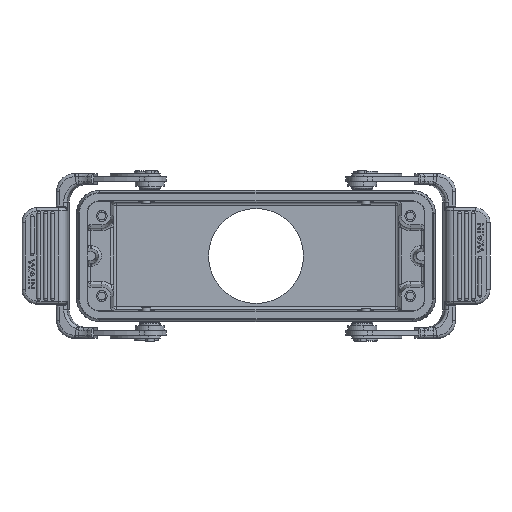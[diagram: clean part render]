
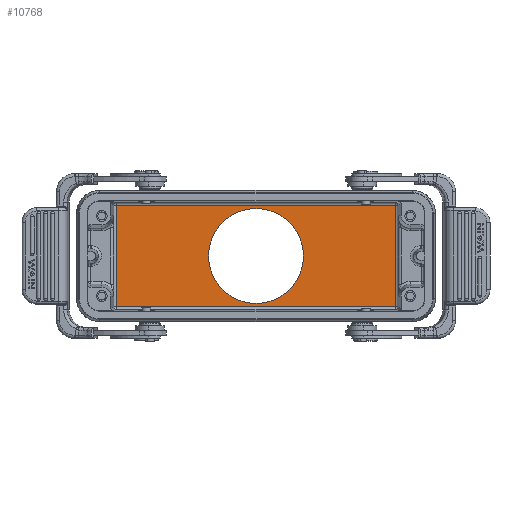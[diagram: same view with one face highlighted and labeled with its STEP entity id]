
A CAD part, front view. The second image highlights one B-rep face of the part: STEP entity #10768.
In plain terms, the highlighted planar face has unit normal (0, -1, 0).
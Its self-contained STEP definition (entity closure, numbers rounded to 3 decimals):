
#10768=ADVANCED_FACE('',(#13099,#13100),#11843,.F.);
#11843=PLANE('',#37882);
#13099=FACE_BOUND('',#14533,.T.);
#13100=FACE_BOUND('',#14534,.T.);
#14533=EDGE_LOOP('',(#25304));
#14534=EDGE_LOOP('',(#25305,#25306,#25307,#25308));
#16841=LINE('',#57867,#19114);
#16842=LINE('',#57869,#19115);
#16878=LINE('',#58057,#19151);
#16880=LINE('',#58065,#19153);
#19114=VECTOR('',#44007,1.);
#19115=VECTOR('',#44010,1.);
#19151=VECTOR('',#44168,1.);
#19153=VECTOR('',#44176,1.);
#25304=ORIENTED_EDGE('',*,*,#34017,.T.);
#25305=ORIENTED_EDGE('',*,*,#33938,.T.);
#25306=ORIENTED_EDGE('',*,*,#33939,.T.);
#25307=ORIENTED_EDGE('',*,*,#34014,.T.);
#25308=ORIENTED_EDGE('',*,*,#34018,.T.);
#30134=VERTEX_POINT('',#57860);
#30136=VERTEX_POINT('',#57866);
#30137=VERTEX_POINT('',#57870);
#30172=VERTEX_POINT('',#58058);
#30174=VERTEX_POINT('',#58064);
#33938=EDGE_CURVE('',#30134,#30136,#16841,.T.);
#33939=EDGE_CURVE('',#30136,#30137,#16842,.T.);
#34014=EDGE_CURVE('',#30137,#30172,#16878,.T.);
#34017=EDGE_CURVE('',#30174,#30174,#35687,.T.);
#34018=EDGE_CURVE('',#30172,#30134,#16880,.T.);
#35687=CIRCLE('',#37881,16.);
#37881=AXIS2_PLACEMENT_3D('',#58063,#44174,#44175);
#37882=AXIS2_PLACEMENT_3D('',#58066,#44177,#44178);
#44007=DIRECTION('',(1.,0.,0.));
#44010=DIRECTION('',(0.,0.,1.));
#44168=DIRECTION('',(-1.,0.,0.));
#44174=DIRECTION('',(0.,1.,0.));
#44175=DIRECTION('',(0.,0.,1.));
#44176=DIRECTION('',(0.,0.,-1.));
#44177=DIRECTION('',(0.,1.,0.));
#44178=DIRECTION('',(1.,0.,0.));
#57860=CARTESIAN_POINT('',(-47.,52.,-17.135));
#57866=CARTESIAN_POINT('',(47.,52.,-17.135));
#57867=CARTESIAN_POINT('',(-47.,52.,-17.135));
#57869=CARTESIAN_POINT('',(47.,52.,-17.135));
#57870=CARTESIAN_POINT('',(47.,52.,17.135));
#58057=CARTESIAN_POINT('',(47.,52.,17.135));
#58058=CARTESIAN_POINT('',(-47.,52.,17.135));
#58063=CARTESIAN_POINT('',(0.,52.,0.));
#58064=CARTESIAN_POINT('',(0.,52.,16.));
#58065=CARTESIAN_POINT('',(-47.,52.,17.135));
#58066=CARTESIAN_POINT('',(57.,52.,-18.5));
